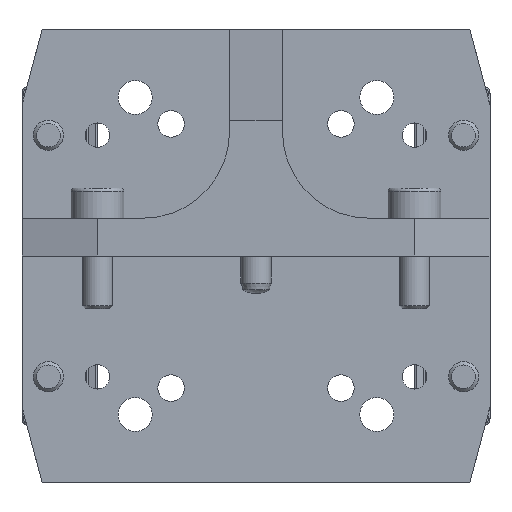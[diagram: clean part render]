
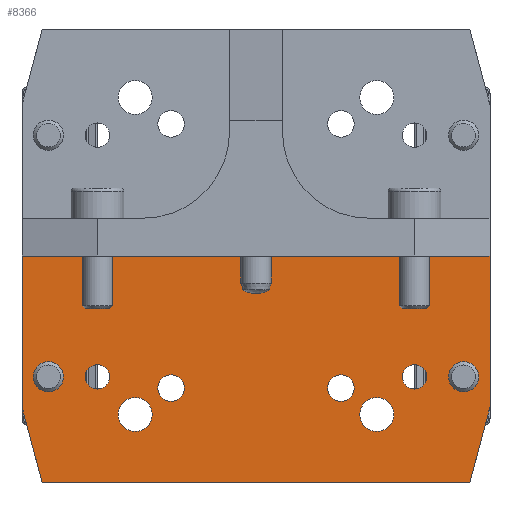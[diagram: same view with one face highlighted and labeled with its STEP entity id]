
A CAD part, front view. The second image highlights one B-rep face of the part: STEP entity #8366.
In plain terms, the highlighted planar face has unit normal (0, -1, 0).
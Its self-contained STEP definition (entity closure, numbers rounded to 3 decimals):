
#365=FACE_BOUND('',#1627,.T.);
#366=FACE_BOUND('',#1628,.T.);
#367=FACE_BOUND('',#1629,.T.);
#368=FACE_BOUND('',#1630,.T.);
#369=FACE_BOUND('',#1631,.T.);
#370=FACE_BOUND('',#1632,.T.);
#371=FACE_BOUND('',#1633,.T.);
#372=FACE_BOUND('',#1634,.T.);
#525=PLANE('',#9344);
#1109=FACE_OUTER_BOUND('',#1626,.T.);
#1626=EDGE_LOOP('',(#7179,#7180,#7181,#7182,#7183,#7184));
#1627=EDGE_LOOP('',(#7185));
#1628=EDGE_LOOP('',(#7186));
#1629=EDGE_LOOP('',(#7187,#7188));
#1630=EDGE_LOOP('',(#7189,#7190));
#1631=EDGE_LOOP('',(#7191));
#1632=EDGE_LOOP('',(#7192));
#1633=EDGE_LOOP('',(#7193,#7194));
#1634=EDGE_LOOP('',(#7195,#7196));
#2109=LINE('',#15582,#2580);
#2116=LINE('',#15594,#2587);
#2121=LINE('',#15619,#2592);
#2125=LINE('',#15634,#2596);
#2127=LINE('',#15638,#2598);
#2128=LINE('',#15639,#2599);
#2580=VECTOR('',#11633,10.);
#2587=VECTOR('',#11642,10.);
#2592=VECTOR('',#11667,10.);
#2596=VECTOR('',#11683,10.);
#2598=VECTOR('',#11687,10.);
#2599=VECTOR('',#11688,10.);
#2677=CIRCLE('',#8510,2.);
#2839=CIRCLE('',#8819,2.);
#3081=CIRCLE('',#9294,1.75);
#3082=CIRCLE('',#9295,1.75);
#3087=CIRCLE('',#9303,1.75);
#3088=CIRCLE('',#9304,1.75);
#3110=CIRCLE('',#9345,1.621);
#3111=CIRCLE('',#9346,1.621);
#3112=CIRCLE('',#9347,2.25);
#3113=CIRCLE('',#9348,2.25);
#3114=CIRCLE('',#9349,2.25);
#3115=CIRCLE('',#9350,2.25);
#3218=VERTEX_POINT('',#12109);
#3445=VERTEX_POINT('',#13549);
#3819=VERTEX_POINT('',#15503);
#3820=VERTEX_POINT('',#15504);
#3825=VERTEX_POINT('',#15521);
#3826=VERTEX_POINT('',#15522);
#3843=VERTEX_POINT('',#15579);
#3844=VERTEX_POINT('',#15581);
#3848=VERTEX_POINT('',#15592);
#3858=VERTEX_POINT('',#15617);
#3863=VERTEX_POINT('',#15633);
#3864=VERTEX_POINT('',#15637);
#3865=VERTEX_POINT('',#15640);
#3866=VERTEX_POINT('',#15642);
#3867=VERTEX_POINT('',#15644);
#3868=VERTEX_POINT('',#15645);
#3869=VERTEX_POINT('',#15648);
#3870=VERTEX_POINT('',#15649);
#3996=EDGE_CURVE('',#3218,#3218,#2677,.T.);
#4361=EDGE_CURVE('',#3445,#3445,#2839,.T.);
#4936=EDGE_CURVE('',#3819,#3820,#3081,.T.);
#4937=EDGE_CURVE('',#3820,#3819,#3082,.T.);
#4945=EDGE_CURVE('',#3825,#3826,#3087,.T.);
#4946=EDGE_CURVE('',#3826,#3825,#3088,.T.);
#4974=EDGE_CURVE('',#3844,#3843,#2109,.T.);
#4981=EDGE_CURVE('',#3843,#3848,#2116,.T.);
#4994=EDGE_CURVE('',#3848,#3858,#2121,.T.);
#5001=EDGE_CURVE('',#3863,#3858,#2125,.T.);
#5003=EDGE_CURVE('',#3863,#3864,#2127,.T.);
#5004=EDGE_CURVE('',#3844,#3864,#2128,.T.);
#5005=EDGE_CURVE('',#3865,#3865,#3110,.T.);
#5006=EDGE_CURVE('',#3866,#3866,#3111,.T.);
#5007=EDGE_CURVE('',#3867,#3868,#3112,.T.);
#5008=EDGE_CURVE('',#3868,#3867,#3113,.T.);
#5009=EDGE_CURVE('',#3869,#3870,#3114,.T.);
#5010=EDGE_CURVE('',#3870,#3869,#3115,.T.);
#7179=ORIENTED_EDGE('',*,*,#5001,.F.);
#7180=ORIENTED_EDGE('',*,*,#5003,.T.);
#7181=ORIENTED_EDGE('',*,*,#5004,.F.);
#7182=ORIENTED_EDGE('',*,*,#4974,.T.);
#7183=ORIENTED_EDGE('',*,*,#4981,.T.);
#7184=ORIENTED_EDGE('',*,*,#4994,.T.);
#7185=ORIENTED_EDGE('',*,*,#3996,.T.);
#7186=ORIENTED_EDGE('',*,*,#4361,.T.);
#7187=ORIENTED_EDGE('',*,*,#4936,.T.);
#7188=ORIENTED_EDGE('',*,*,#4937,.T.);
#7189=ORIENTED_EDGE('',*,*,#4945,.T.);
#7190=ORIENTED_EDGE('',*,*,#4946,.T.);
#7191=ORIENTED_EDGE('',*,*,#5005,.T.);
#7192=ORIENTED_EDGE('',*,*,#5006,.T.);
#7193=ORIENTED_EDGE('',*,*,#5007,.T.);
#7194=ORIENTED_EDGE('',*,*,#5008,.T.);
#7195=ORIENTED_EDGE('',*,*,#5009,.T.);
#7196=ORIENTED_EDGE('',*,*,#5010,.T.);
#8366=ADVANCED_FACE('',(#1109,#365,#366,#367,#368,#369,#370,#371,#372),
#525,.T.);
#8510=AXIS2_PLACEMENT_3D('',#12111,#9616,#9617);
#8819=AXIS2_PLACEMENT_3D('',#13551,#10368,#10369);
#9294=AXIS2_PLACEMENT_3D('',#15505,#11547,#11548);
#9295=AXIS2_PLACEMENT_3D('',#15506,#11549,#11550);
#9303=AXIS2_PLACEMENT_3D('',#15523,#11568,#11569);
#9304=AXIS2_PLACEMENT_3D('',#15524,#11570,#11571);
#9344=AXIS2_PLACEMENT_3D('',#15636,#11685,#11686);
#9345=AXIS2_PLACEMENT_3D('',#15641,#11689,#11690);
#9346=AXIS2_PLACEMENT_3D('',#15643,#11691,#11692);
#9347=AXIS2_PLACEMENT_3D('',#15646,#11693,#11694);
#9348=AXIS2_PLACEMENT_3D('',#15647,#11695,#11696);
#9349=AXIS2_PLACEMENT_3D('',#15650,#11697,#11698);
#9350=AXIS2_PLACEMENT_3D('',#15651,#11699,#11700);
#9616=DIRECTION('center_axis',(0.,1.,0.));
#9617=DIRECTION('ref_axis',(1.,0.,0.));
#10368=DIRECTION('center_axis',(0.,1.,0.));
#10369=DIRECTION('ref_axis',(1.,0.,0.));
#11547=DIRECTION('center_axis',(0.,1.,0.));
#11548=DIRECTION('ref_axis',(1.,0.,0.));
#11549=DIRECTION('center_axis',(0.,1.,0.));
#11550=DIRECTION('ref_axis',(1.,0.,0.));
#11568=DIRECTION('center_axis',(0.,1.,0.));
#11569=DIRECTION('ref_axis',(1.,0.,0.));
#11570=DIRECTION('center_axis',(0.,1.,0.));
#11571=DIRECTION('ref_axis',(1.,0.,0.));
#11633=DIRECTION('',(0.,0.,1.));
#11642=DIRECTION('',(-1.,0.,0.));
#11667=DIRECTION('',(0.,0.,-1.));
#11683=DIRECTION('',(-0.259,0.,0.966));
#11685=DIRECTION('center_axis',(0.,-1.,0.));
#11686=DIRECTION('ref_axis',(1.,0.,0.));
#11687=DIRECTION('',(1.,0.,0.));
#11688=DIRECTION('',(-0.259,0.,-0.966));
#11689=DIRECTION('center_axis',(0.,1.,0.));
#11690=DIRECTION('ref_axis',(-1.,0.,0.));
#11691=DIRECTION('center_axis',(0.,1.,0.));
#11692=DIRECTION('ref_axis',(-1.,0.,0.));
#11693=DIRECTION('center_axis',(0.,1.,0.));
#11694=DIRECTION('ref_axis',(1.,0.,0.));
#11695=DIRECTION('center_axis',(0.,1.,0.));
#11696=DIRECTION('ref_axis',(1.,0.,0.));
#11697=DIRECTION('center_axis',(0.,1.,0.));
#11698=DIRECTION('ref_axis',(1.,0.,0.));
#11699=DIRECTION('center_axis',(0.,1.,0.));
#11700=DIRECTION('ref_axis',(1.,0.,0.));
#12109=CARTESIAN_POINT('',(-29.5,-5.,14.));
#12111=CARTESIAN_POINT('Origin',(-27.5,-5.,14.));
#13549=CARTESIAN_POINT('',(25.5,-5.,14.));
#13551=CARTESIAN_POINT('Origin',(27.5,-5.,14.));
#15503=CARTESIAN_POINT('',(13.,-5.,12.5));
#15504=CARTESIAN_POINT('',(9.5,-5.,12.5));
#15505=CARTESIAN_POINT('Origin',(11.25,-5.,12.5));
#15506=CARTESIAN_POINT('Origin',(11.25,-5.,12.5));
#15521=CARTESIAN_POINT('',(-9.5,-5.,12.5));
#15522=CARTESIAN_POINT('',(-13.,-5.,12.5));
#15523=CARTESIAN_POINT('Origin',(-11.25,-5.,12.5));
#15524=CARTESIAN_POINT('Origin',(-11.25,-5.,12.5));
#15579=CARTESIAN_POINT('',(31.,-5.,30.));
#15581=CARTESIAN_POINT('',(31.,-5.,10.));
#15582=CARTESIAN_POINT('',(31.,-5.,0.));
#15592=CARTESIAN_POINT('',(-31.,-5.,30.));
#15594=CARTESIAN_POINT('',(-15.5,-5.,30.));
#15617=CARTESIAN_POINT('',(-31.,-5.,10.));
#15619=CARTESIAN_POINT('',(-31.,-5.,60.));
#15633=CARTESIAN_POINT('',(-28.321,-5.,0.));
#15634=CARTESIAN_POINT('',(-31.792,-5.,12.955));
#15636=CARTESIAN_POINT('Origin',(0.,-5.,30.));
#15637=CARTESIAN_POINT('',(28.321,-5.,0.));
#15638=CARTESIAN_POINT('',(-31.,-5.,0.));
#15639=CARTESIAN_POINT('',(31.792,-5.,12.955));
#15640=CARTESIAN_POINT('',(-19.379,-5.,14.));
#15641=CARTESIAN_POINT('Origin',(-21.,-5.,14.));
#15642=CARTESIAN_POINT('',(22.621,-5.,14.));
#15643=CARTESIAN_POINT('Origin',(21.,-5.,14.));
#15644=CARTESIAN_POINT('',(18.25,-5.,9.));
#15645=CARTESIAN_POINT('',(13.75,-5.,9.));
#15646=CARTESIAN_POINT('Origin',(16.,-5.,9.));
#15647=CARTESIAN_POINT('Origin',(16.,-5.,9.));
#15648=CARTESIAN_POINT('',(-13.75,-5.,9.));
#15649=CARTESIAN_POINT('',(-18.25,-5.,9.));
#15650=CARTESIAN_POINT('Origin',(-16.,-5.,9.));
#15651=CARTESIAN_POINT('Origin',(-16.,-5.,9.));
